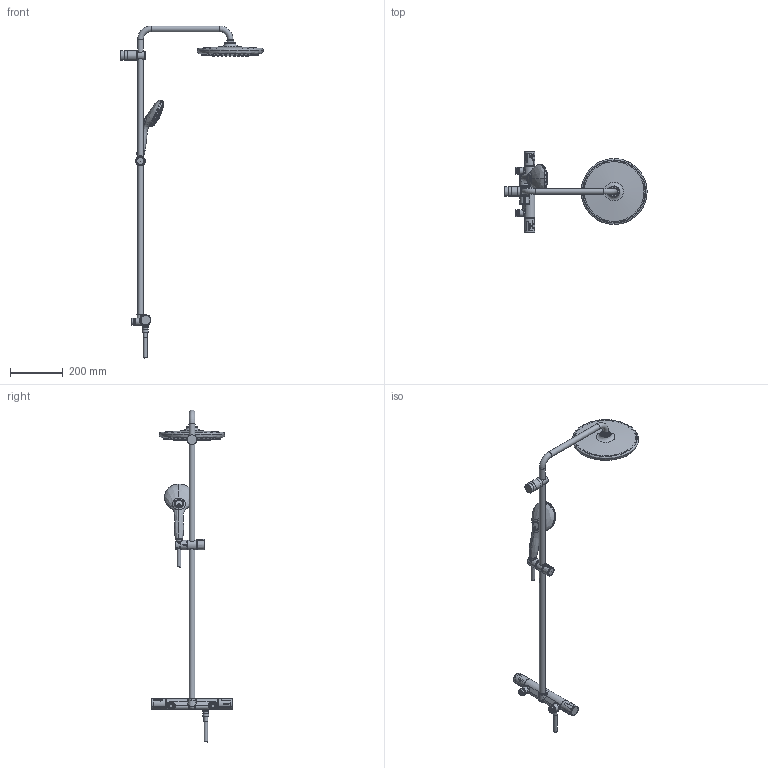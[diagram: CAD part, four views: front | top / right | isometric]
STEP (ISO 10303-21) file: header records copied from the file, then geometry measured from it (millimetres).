
FILE_DESCRIPTION(/* description */ ('Unknown'),/* implementation_level */ '2;1');
FILE_NAME(/* name */ '26818001',/* time_stamp */ '2023-04-22T13:03:58+02:00',/* author */ ('Unknown'),/* organization */ ('GROHE AG'),/* preprocessor_version */ 'ST-DEVELOPER v16.7',/* originating_system */ 'DEX',/* authorisation */ $);
FILE_SCHEMA (('AUTOMOTIVE_DESIGN {1 0 10303 214 3 1 1}'));
Products named in the file (1): 26818001
Bounding box: 539.08 x 308.65 x 1258.43 mm (x, y, z)
Surface area: 427449.1 mm2 (no closed solid volume)
Topology: 0 solids, 450 shells, 1903 faces, 6560 edges, 5016 vertices
Faces by surface type: bspline 893, plane 327, cylinder 319, torus 193, cone 113, sphere 58
Full cylindrical faces by diameter (mm): 2 x2, 2.8 x73, 3.7 x4, 3.8 x84, 4.1 x7, 10.8 x2, 13.8 x2, 14.7 x2, 15 x2, 18 x1, 18.3 x1, 18.7 x2, 19.6 x2, 19.9 x1, 20 x2, 20.955 x1, 21.2 x1, 22 x3, 22.4 x1, 22.6 x1, 23 x4, 26 x4, 27 x2, 30.3 x1, 31.3 x1, 33.4 x2, 36 x2, 36.5 x3, 40 x2, 98.8 x1
Entity records: 138860 total; most frequent: CARTESIAN_POINT 91817, ORIENTED_EDGE 7957, EDGE_CURVE 5586, DIRECTION 5443, VERTEX_POINT 4558, B_SPLINE_CURVE_WITH_KNOTS 3413, FACE_BOUND 3141, EDGE_LOOP 3140
